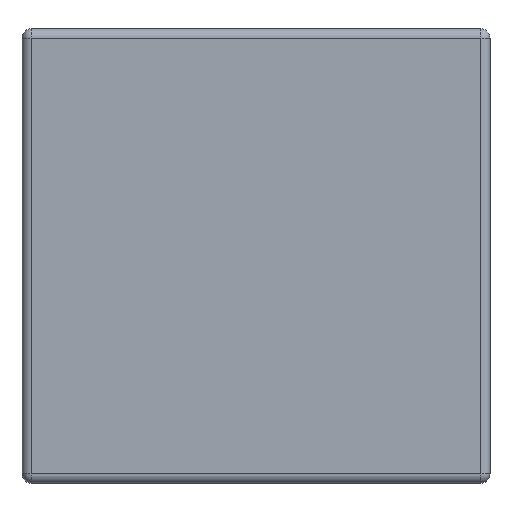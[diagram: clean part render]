
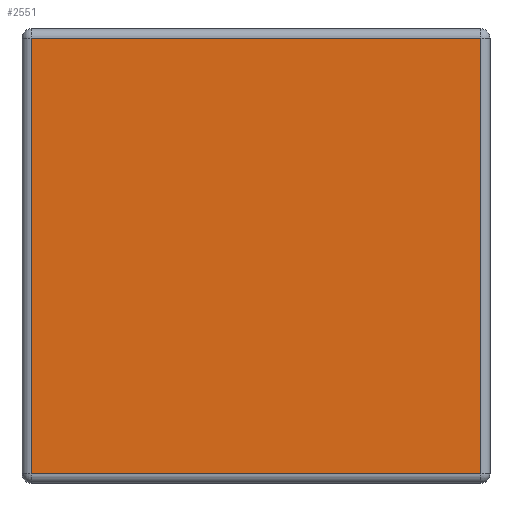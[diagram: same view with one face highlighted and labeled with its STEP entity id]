
A CAD part, left-side view. The second image highlights one B-rep face of the part: STEP entity #2551.
In plain terms, the highlighted planar face has unit normal (-1, 0, 0).
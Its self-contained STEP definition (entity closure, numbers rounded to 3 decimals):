
#41 = LINE ( 'NONE', #3682, #3425 ) ;
#97 = VECTOR ( 'NONE', #3752, 1000. ) ;
#335 = EDGE_LOOP ( 'NONE', ( #1788, #3105, #2093, #797 ) ) ;
#634 = CARTESIAN_POINT ( 'NONE',  ( 0., 2.743, -2.72 ) ) ;
#797 = ORIENTED_EDGE ( 'NONE', *, *, #3281, .T. ) ;
#871 = DIRECTION ( 'NONE',  ( -1., 0., 0. ) ) ;
#951 = AXIS2_PLACEMENT_3D ( 'NONE', #1953, #871, #1574 ) ;
#1061 = VERTEX_POINT ( 'NONE', #3865 ) ;
#1241 = CARTESIAN_POINT ( 'NONE',  ( 0., 0.057, 0. ) ) ;
#1574 = DIRECTION ( 'NONE',  ( 0., 0., 1. ) ) ;
#1594 = VECTOR ( 'NONE', #4543, 1000. ) ;
#1639 = PLANE ( 'NONE',  #951 ) ;
#1738 = VERTEX_POINT ( 'NONE', #2517 ) ;
#1788 = ORIENTED_EDGE ( 'NONE', *, *, #2634, .T. ) ;
#1843 = DIRECTION ( 'NONE',  ( 0., -1., 0. ) ) ;
#1873 = CARTESIAN_POINT ( 'NONE',  ( 0., 0.057, -0.057 ) ) ;
#1953 = CARTESIAN_POINT ( 'NONE',  ( 0., 0., 0. ) ) ;
#2093 = ORIENTED_EDGE ( 'NONE', *, *, #3431, .T. ) ;
#2458 = DIRECTION ( 'NONE',  ( 0., 1., 0. ) ) ;
#2464 = VERTEX_POINT ( 'NONE', #4434 ) ;
#2466 = VERTEX_POINT ( 'NONE', #1873 ) ;
#2513 = CARTESIAN_POINT ( 'NONE',  ( 0., 2.8, -0.057 ) ) ;
#2517 = CARTESIAN_POINT ( 'NONE',  ( 0., 0.057, -2.663 ) ) ;
#2540 = EDGE_CURVE ( 'NONE', #1738, #2466, #3814, .T. ) ;
#2551 = ADVANCED_FACE ( 'NONE', ( #2800 ), #1639, .T. ) ;
#2634 = EDGE_CURVE ( 'NONE', #1061, #1738, #41, .T. ) ;
#2800 = FACE_OUTER_BOUND ( 'NONE', #335, .T. ) ;
#3105 = ORIENTED_EDGE ( 'NONE', *, *, #2540, .T. ) ;
#3281 = EDGE_CURVE ( 'NONE', #2464, #1061, #4529, .T. ) ;
#3425 = VECTOR ( 'NONE', #1843, 1000. ) ;
#3431 = EDGE_CURVE ( 'NONE', #2466, #2464, #3798, .T. ) ;
#3682 = CARTESIAN_POINT ( 'NONE',  ( 0., 0., -2.663 ) ) ;
#3752 = DIRECTION ( 'NONE',  ( 0., 0., 1. ) ) ;
#3798 = LINE ( 'NONE', #2513, #3855 ) ;
#3814 = LINE ( 'NONE', #1241, #97 ) ;
#3855 = VECTOR ( 'NONE', #2458, 1000. ) ;
#3865 = CARTESIAN_POINT ( 'NONE',  ( 0., 2.743, -2.663 ) ) ;
#4434 = CARTESIAN_POINT ( 'NONE',  ( 0., 2.743, -0.057 ) ) ;
#4529 = LINE ( 'NONE', #634, #1594 ) ;
#4543 = DIRECTION ( 'NONE',  ( 0., 0., -1. ) ) ;
